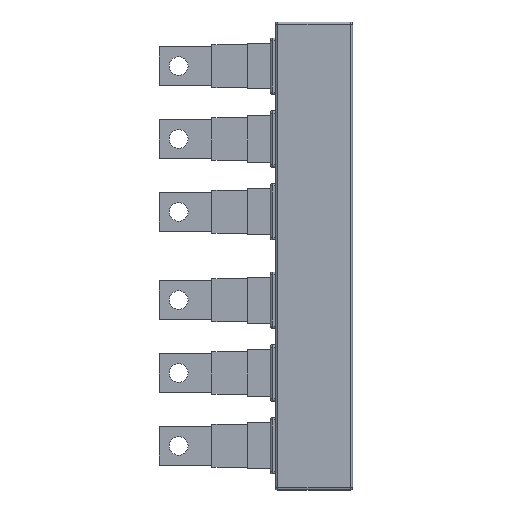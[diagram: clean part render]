
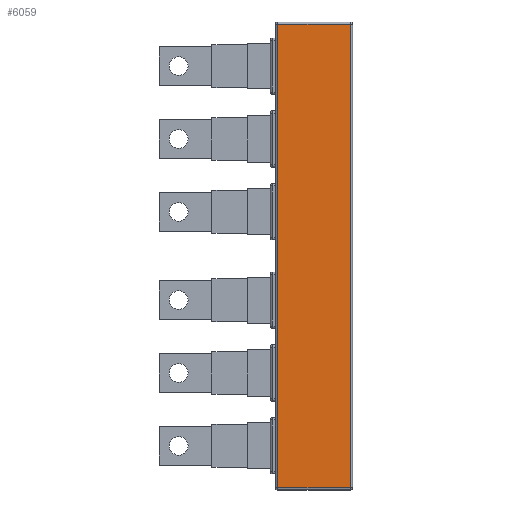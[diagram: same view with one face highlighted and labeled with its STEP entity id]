
A CAD part, left-side view. The second image highlights one B-rep face of the part: STEP entity #6059.
In plain terms, the highlighted planar face has unit normal (-1, 0, 0).
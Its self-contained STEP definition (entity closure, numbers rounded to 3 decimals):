
#2007=DIRECTION('',(0.,-1.,0.));
#2008=VECTOR('',#2007,32.9);
#2009=CARTESIAN_POINT('',(-8.55,16.45,-211.));
#2010=LINE('',#2009,#2008);
#2014=DIRECTION('',(0.,0.,-1.));
#2015=VECTOR('',#2014,210.);
#2016=CARTESIAN_POINT('',(-8.55,16.45,-1.));
#2017=LINE('',#2016,#2015);
#2021=DIRECTION('',(0.,1.,0.));
#2022=VECTOR('',#2021,32.9);
#2023=CARTESIAN_POINT('',(-8.55,-16.45,-1.));
#2024=LINE('',#2023,#2022);
#2028=DIRECTION('',(0.,0.,-1.));
#2029=VECTOR('',#2028,210.);
#2030=CARTESIAN_POINT('',(-8.55,-16.45,-1.));
#2031=LINE('',#2030,#2029);
#3802=CARTESIAN_POINT('',(-8.55,-16.45,-1.));
#3803=VERTEX_POINT('',#3802);
#3804=CARTESIAN_POINT('',(-8.55,16.45,-1.));
#3805=VERTEX_POINT('',#3804);
#4354=CARTESIAN_POINT('',(-8.55,16.45,-211.));
#4355=VERTEX_POINT('',#4354);
#4356=CARTESIAN_POINT('',(-8.55,-16.45,-211.));
#4357=VERTEX_POINT('',#4356);
#6046=CARTESIAN_POINT('',(-8.55,17.45,0.));
#6047=DIRECTION('',(-1.,0.,0.));
#6048=DIRECTION('',(0.,-1.,0.));
#6049=AXIS2_PLACEMENT_3D('',#6046,#6047,#6048);
#6050=PLANE('',#6049);
#6052=ORIENTED_EDGE('',*,*,#6051,.F.);
#6053=ORIENTED_EDGE('',*,*,#5955,.F.);
#6054=ORIENTED_EDGE('',*,*,#6030,.F.);
#6056=ORIENTED_EDGE('',*,*,#6055,.T.);
#6057=EDGE_LOOP('',(#6052,#6053,#6054,#6056));
#6058=FACE_OUTER_BOUND('',#6057,.F.);
#5955=EDGE_CURVE('',#3805,#4355,#2017,.T.);
#6030=EDGE_CURVE('',#3803,#3805,#2024,.T.);
#6051=EDGE_CURVE('',#4355,#4357,#2010,.T.);
#6055=EDGE_CURVE('',#3803,#4357,#2031,.T.);
#6059=ADVANCED_FACE('',(#6058),#6050,.T.);
